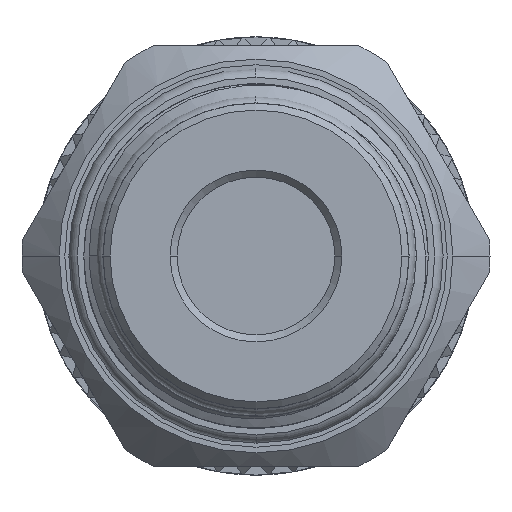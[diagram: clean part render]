
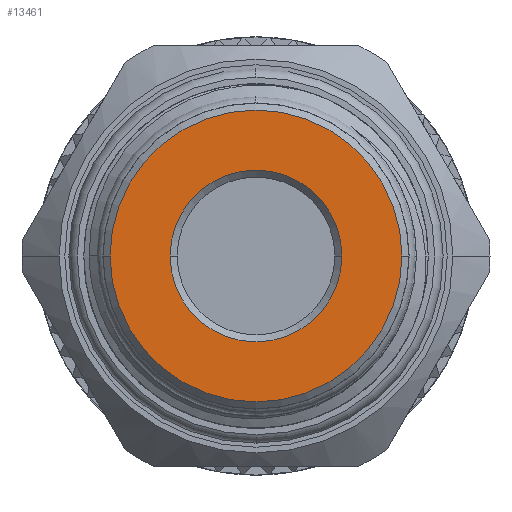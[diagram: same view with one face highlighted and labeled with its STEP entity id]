
A CAD part, left-side view. The second image highlights one B-rep face of the part: STEP entity #13461.
In plain terms, the highlighted planar face has unit normal (-1, 0, 0).
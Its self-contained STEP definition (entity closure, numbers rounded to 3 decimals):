
#2171 = DIRECTION ( 'NONE',  ( 0., 1., 0. ) ) ;
#3544 = VERTEX_POINT ( 'NONE', #17179 ) ;
#3945 = CARTESIAN_POINT ( 'NONE',  ( -37.8, -4.9, 0. ) ) ;
#4026 = EDGE_CURVE ( 'NONE', #32924, #3544, #10683, .T. ) ;
#4318 = CARTESIAN_POINT ( 'NONE',  ( -37.8, 0., 0. ) ) ;
#5120 = DIRECTION ( 'NONE',  ( 1., 0., 0. ) ) ;
#6830 = CARTESIAN_POINT ( 'NONE',  ( -37.8, -8.325, 0. ) ) ;
#7101 = ORIENTED_EDGE ( 'NONE', *, *, #17885, .T. ) ;
#8523 = CARTESIAN_POINT ( 'NONE',  ( -37.8, 0., 0. ) ) ;
#8797 = AXIS2_PLACEMENT_3D ( 'NONE', #26956, #27076, #21451 ) ;
#9795 = CARTESIAN_POINT ( 'NONE',  ( -37.8, 0., 0. ) ) ;
#10131 = CIRCLE ( 'NONE', #8797, 4.9 ) ;
#10371 = EDGE_LOOP ( 'NONE', ( #14717, #27760 ) ) ;
#10683 = CIRCLE ( 'NONE', #20666, 4.9 ) ;
#11660 = VERTEX_POINT ( 'NONE', #6830 ) ;
#12456 = EDGE_CURVE ( 'NONE', #3544, #32924, #10131, .T. ) ;
#12754 = AXIS2_PLACEMENT_3D ( 'NONE', #8523, #24463, #32354 ) ;
#13461 = ADVANCED_FACE ( 'NONE', ( #30234, #23689 ), #20778, .F. ) ;
#14717 = ORIENTED_EDGE ( 'NONE', *, *, #12456, .T. ) ;
#15062 = ORIENTED_EDGE ( 'NONE', *, *, #31629, .T. ) ;
#15645 = CIRCLE ( 'NONE', #30106, 8.325 ) ;
#16692 = CARTESIAN_POINT ( 'NONE',  ( -37.8, 8.325, 0. ) ) ;
#17179 = CARTESIAN_POINT ( 'NONE',  ( -37.8, 4.9, 0. ) ) ;
#17885 = EDGE_CURVE ( 'NONE', #11660, #32381, #19330, .T. ) ;
#19330 = CIRCLE ( 'NONE', #12754, 8.325 ) ;
#20011 = EDGE_LOOP ( 'NONE', ( #7101, #15062 ) ) ;
#20562 = DIRECTION ( 'NONE',  ( -1., 0., 0. ) ) ;
#20666 = AXIS2_PLACEMENT_3D ( 'NONE', #4318, #22427, #25288 ) ;
#20778 = PLANE ( 'NONE',  #33187 ) ;
#21451 = DIRECTION ( 'NONE',  ( 0., -1., 0. ) ) ;
#21496 = CARTESIAN_POINT ( 'NONE',  ( -37.8, 0., 0. ) ) ;
#22427 = DIRECTION ( 'NONE',  ( 1., 0., 0. ) ) ;
#23463 = DIRECTION ( 'NONE',  ( 0., -1., 0. ) ) ;
#23689 = FACE_OUTER_BOUND ( 'NONE', #20011, .T. ) ;
#24463 = DIRECTION ( 'NONE',  ( -1., 0., 0. ) ) ;
#25288 = DIRECTION ( 'NONE',  ( 0., -1., 0. ) ) ;
#26956 = CARTESIAN_POINT ( 'NONE',  ( -37.8, 0., 0. ) ) ;
#27076 = DIRECTION ( 'NONE',  ( 1., 0., 0. ) ) ;
#27760 = ORIENTED_EDGE ( 'NONE', *, *, #4026, .T. ) ;
#30106 = AXIS2_PLACEMENT_3D ( 'NONE', #9795, #20562, #2171 ) ;
#30234 = FACE_BOUND ( 'NONE', #10371, .T. ) ;
#31629 = EDGE_CURVE ( 'NONE', #32381, #11660, #15645, .T. ) ;
#32354 = DIRECTION ( 'NONE',  ( 0., 1., 0. ) ) ;
#32381 = VERTEX_POINT ( 'NONE', #16692 ) ;
#32924 = VERTEX_POINT ( 'NONE', #3945 ) ;
#33187 = AXIS2_PLACEMENT_3D ( 'NONE', #21496, #5120, #23463 ) ;
